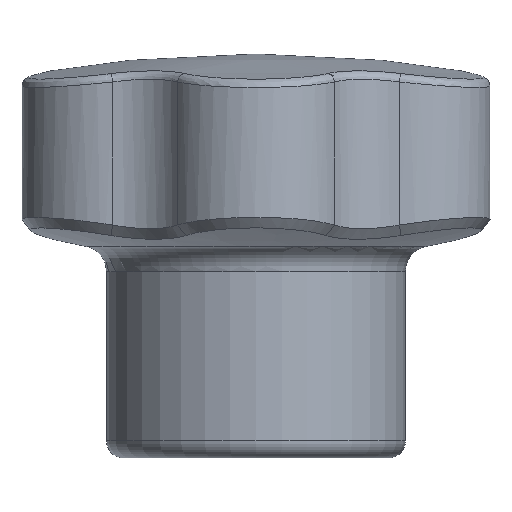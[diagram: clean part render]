
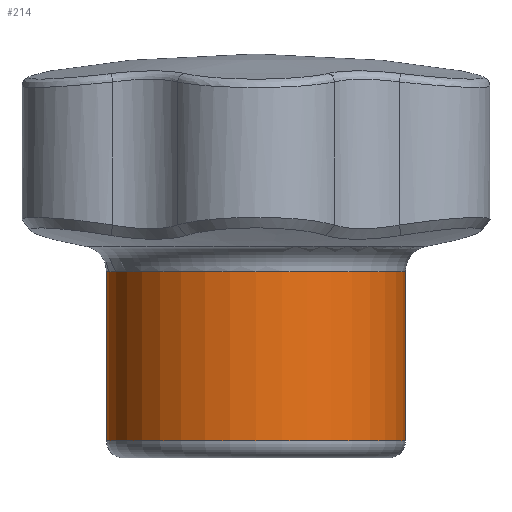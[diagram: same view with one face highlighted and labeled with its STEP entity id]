
A CAD part, front view. The second image highlights one B-rep face of the part: STEP entity #214.
In plain terms, the highlighted cylindrical face has radius 8.75 mm (diameter 17.5 mm), a full revolution.
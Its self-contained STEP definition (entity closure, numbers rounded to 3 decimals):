
#214 = ADVANCED_FACE( '', ( #309, #310 ), #311, .T. );
#309 = FACE_OUTER_BOUND( '', #1546, .T. );
#310 = FACE_OUTER_BOUND( '', #1547, .T. );
#311 = CYLINDRICAL_SURFACE( '', #1548, 8.75 );
#1546 = EDGE_LOOP( '', ( #1794 ) );
#1547 = EDGE_LOOP( '', ( #1795 ) );
#1548 = AXIS2_PLACEMENT_3D( '', #1796, #1797, #1798 );
#1794 = ORIENTED_EDGE( '', *, *, #1913, .T. );
#1795 = ORIENTED_EDGE( '', *, *, #1915, .T. );
#1796 = CARTESIAN_POINT( '', ( 0., 0., 23.65 ) );
#1797 = DIRECTION( '', ( 0., 0., -1. ) );
#1798 = DIRECTION( '', ( 1., 0., 0. ) );
#1913 = EDGE_CURVE( '', #2059, #2059, #2060, .T. );
#1915 = EDGE_CURVE( '', #2062, #2062, #2063, .F. );
#2059 = VERTEX_POINT( '', #3820 );
#2060 = CIRCLE( '', #3821, 8.75 );
#2062 = VERTEX_POINT( '', #3848 );
#2063 = CIRCLE( '', #3849, 8.75 );
#3820 = CARTESIAN_POINT( '', ( 8.75, 0., 1. ) );
#3821 = AXIS2_PLACEMENT_3D( '', #3940, #3941, #3942 );
#3848 = CARTESIAN_POINT( '', ( 8.75, 0., 10.917 ) );
#3849 = AXIS2_PLACEMENT_3D( '', #3943, #3944, #3945 );
#3940 = CARTESIAN_POINT( '', ( 0., 0., 1. ) );
#3941 = DIRECTION( '', ( 0., 0., 1. ) );
#3942 = DIRECTION( '', ( 1., 0., 0. ) );
#3943 = CARTESIAN_POINT( '', ( 0., 0., 10.917 ) );
#3944 = DIRECTION( '', ( 0., 0., 1. ) );
#3945 = DIRECTION( '', ( 1., 0., 0. ) );
